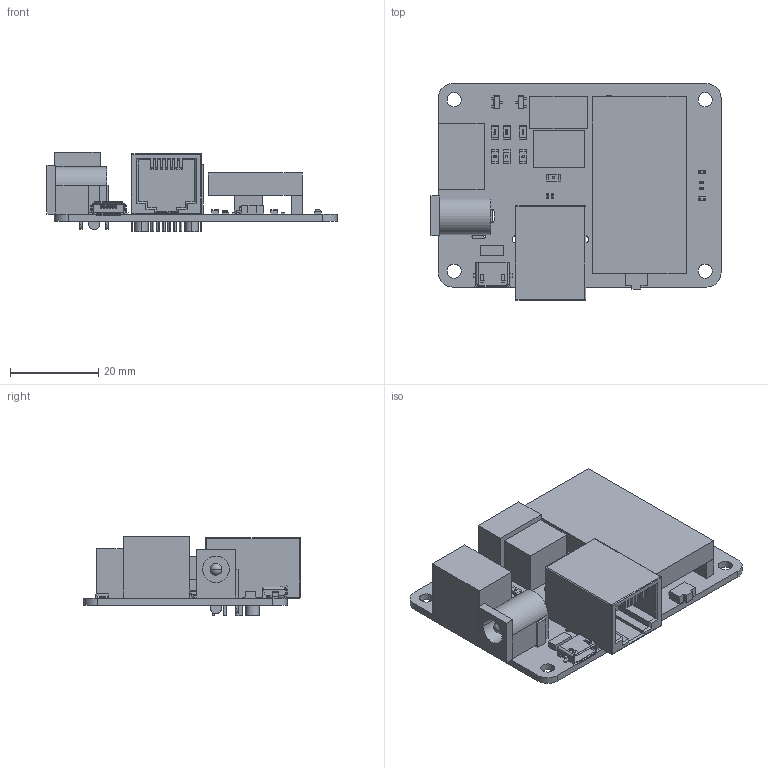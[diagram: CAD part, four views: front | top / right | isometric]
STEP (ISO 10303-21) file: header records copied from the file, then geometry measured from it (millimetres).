
FILE_DESCRIPTION(('Open CASCADE Model'),'2;1');
FILE_NAME('Open CASCADE Shape Model','2018-03-08T16:40:18',('Author'),( 'Open CASCADE'),'Open CASCADE STEP processor 6.8','Open CASCADE 6.8' ,'Unknown');
FILE_SCHEMA(('AUTOMOTIVE_DESIGN { 1 0 10303 214 1 1 1 1 }'));
Products named in the file (1): PCB
Bounding box: 65.63 x 49 x 18 mm (x, y, z)
Volume: 13743.4 mm3; surface area: 16199.1 mm2
Topology: 31 solids, 1181 shells, 2269 faces, 8751 edges, 7540 vertices
Faces by surface type: plane 1203, cylinder 488, bspline 350, sphere 138, extrusion 90
Full cylindrical faces by diameter (mm): 0.6 x2, 0.7 x2, 0.889 x8, 0.9 x4, 0.91 x20, 1.016 x4, 1.15 x3, 1.2 x6, 1.5 x2, 1.6 x2, 3.2 x6
Entity records: 142693 total; most frequent: CARTESIAN_POINT 65313, DIRECTION 12276, ORIENTED_EDGE 11318, EDGE_CURVE 8615, VERTEX_POINT 7540, VECTOR 5684, LINE 5594, AXIS2_PLACEMENT_3D 3296
